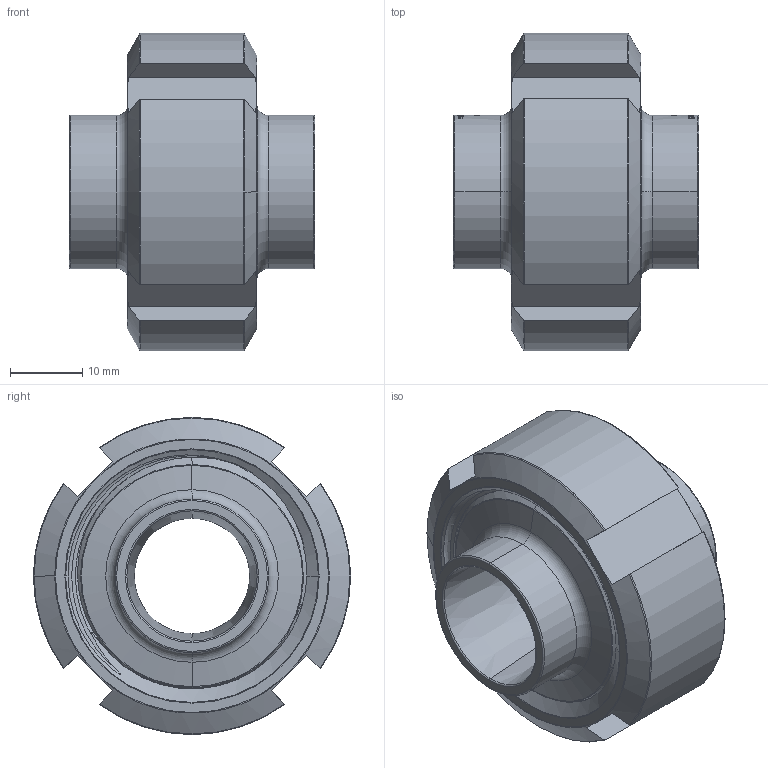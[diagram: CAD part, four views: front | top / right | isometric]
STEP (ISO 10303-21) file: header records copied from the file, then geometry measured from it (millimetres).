
FILE_DESCRIPTION (( 'STEP AP214' ), '1' );
FILE_NAME ('GL-212-021-x Verschraubung S21,3x1,6 heco.STEP', '2017-09-12T09:00:25', ( '' ), ( '' ), 'SwSTEP 2.0', 'SolidWorks 2016', '' );
FILE_SCHEMA (( 'AUTOMOTIVE_DESIGN' ));
Length unit declared in the file: millimetre
Products named in the file (1): GL-212-021-x Verschraubung S21,3x1,6 heco
Bounding box: 34 x 44 x 44 mm (x, y, z)
Volume: 22058.2 mm3; surface area: 15751.1 mm2
Topology: 4 solids, 4 shells, 677 faces, 1747 edges, 1140 vertices
Faces by surface type: bspline 268, plane 234, cylinder 72, torus 71, cone 32
Entity records: 49132 total; most frequent: CARTESIAN_POINT 26844, ORIENTED_EDGE 3494, DIRECTION 2295, EDGE_CURVE 1747, VERTEX_POINT 1140, AXIS2_PLACEMENT_3D 771, VECTOR 753, LINE 753
